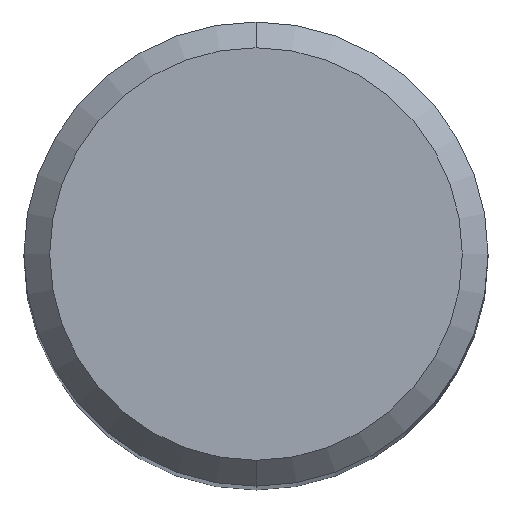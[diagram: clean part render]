
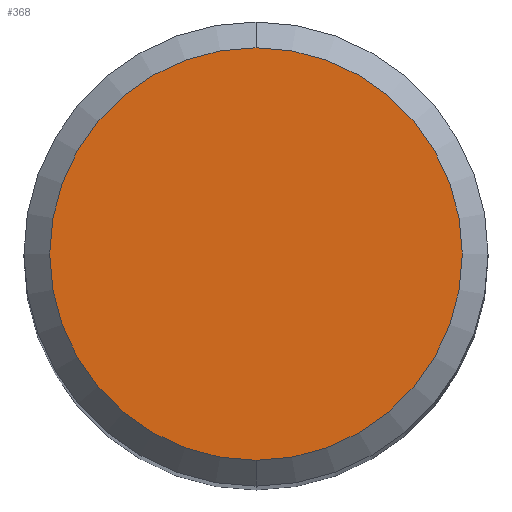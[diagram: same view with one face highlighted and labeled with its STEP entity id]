
A CAD part, top view. The second image highlights one B-rep face of the part: STEP entity #368.
In plain terms, the highlighted planar face has unit normal (0, 0, 1).
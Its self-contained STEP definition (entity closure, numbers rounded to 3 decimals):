
#202=VERTEX_POINT('',#507);
#230=EDGE_CURVE('',#382,#202,#539,.T.);
#368=ADVANCED_FACE('',(#692),#693,.T.);
#382=VERTEX_POINT('',#708);
#388=EDGE_CURVE('',#202,#382,#714,.T.);
#507=CARTESIAN_POINT('',(0.0,4.0,0.0));
#539=CIRCLE('',#881,4.0);
#692=FACE_OUTER_BOUND('',#1272,.T.);
#693=PLANE('',#1273);
#708=CARTESIAN_POINT('',(0.,-4.0,0.0));
#714=CIRCLE('',#1323,4.0);
#881=AXIS2_PLACEMENT_3D('',#1543,#1544,#1545);
#1272=EDGE_LOOP('',(#1719,#1720));
#1273=AXIS2_PLACEMENT_3D('',#1721,#1722,#1723);
#1323=AXIS2_PLACEMENT_3D('',#1746,#1747,#1748);
#1543=CARTESIAN_POINT('',(0.0,0.0,0.0));
#1544=DIRECTION('',(0.0,0.0,-1.0));
#1545=DIRECTION('',(0.0,1.0,0.0));
#1719=ORIENTED_EDGE('',*,*,#388,.F.);
#1720=ORIENTED_EDGE('',*,*,#230,.F.);
#1721=CARTESIAN_POINT('',(0.0,2.0,0.0));
#1722=DIRECTION('',(-0.0,0.0,1.0));
#1723=DIRECTION('',(0.0,-1.0,0.0));
#1746=CARTESIAN_POINT('',(0.0,0.0,0.0));
#1747=DIRECTION('',(0.0,0.0,-1.0));
#1748=DIRECTION('',(0.0,1.0,0.0));
